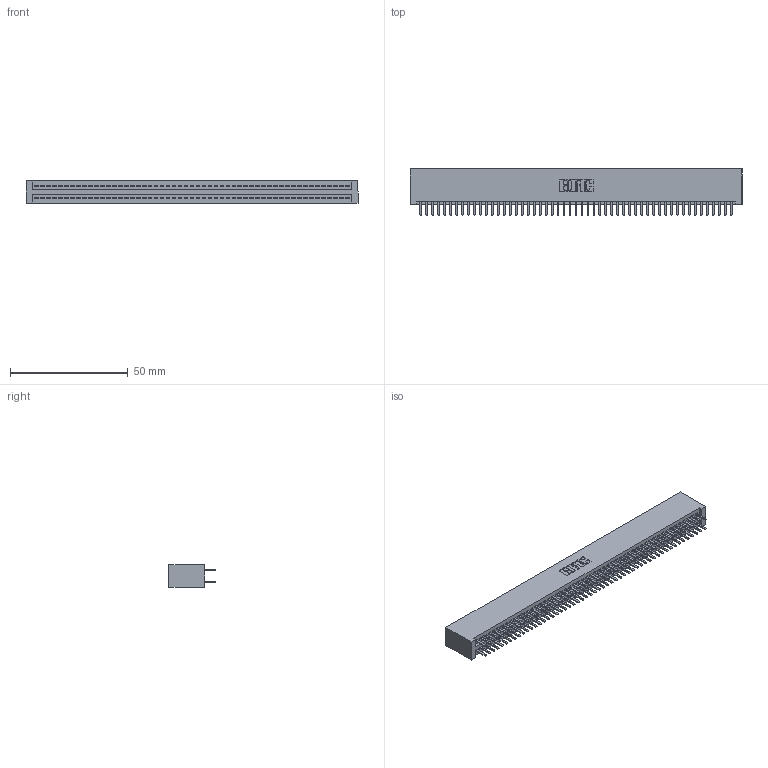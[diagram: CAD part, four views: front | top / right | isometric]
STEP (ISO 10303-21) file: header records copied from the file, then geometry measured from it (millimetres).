
FILE_DESCRIPTION (( 'STEP AP203' ), '1' );
FILE_NAME ('395-106-520-201.STEP', '2018-11-30T15:05:45', ( '' ), ( '' ), 'SwSTEP 2.0', 'SolidWorks 2016', '' );
FILE_SCHEMA (( 'CONFIG_CONTROL_DESIGN' ));
Length unit declared in the file: inch
Products named in the file (3): 345 Part_No Mounting Lugs; 345-292-001_345-293-120; 395-106-520-201
Assembly tree (107 placements, depth 2):
  395-106-520-201
    345 Part_No Mounting Lugs
    345-292-001_345-293-120  x106
Bounding box: 141.22 x 19.68 x 9.4 mm (x, y, z)
Volume: 14390.1 mm3; surface area: 21688.1 mm2
Topology: 107 solids, 107 shells, 5842 faces, 16959 edges, 11022 vertices
Faces by surface type: plane 3786, cylinder 2056
Entity records: 39941 total; most frequent: CARTESIAN_POINT 6696, ORIENTED_EDGE 6618, DIRECTION 5873, EDGE_CURVE 3309, VECTOR 2969, LINE 2969, VERTEX_POINT 2202, AXIS2_PLACEMENT_3D 1452
